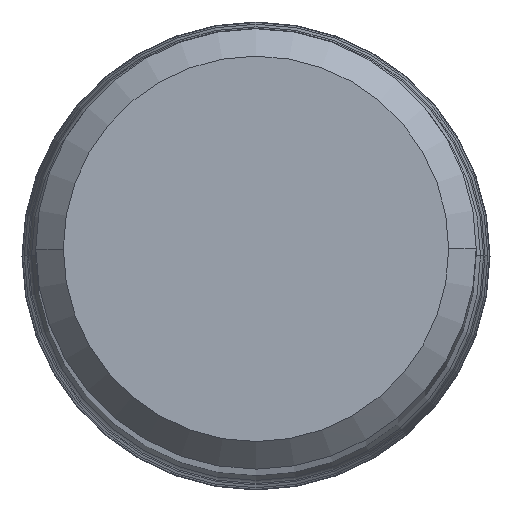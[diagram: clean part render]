
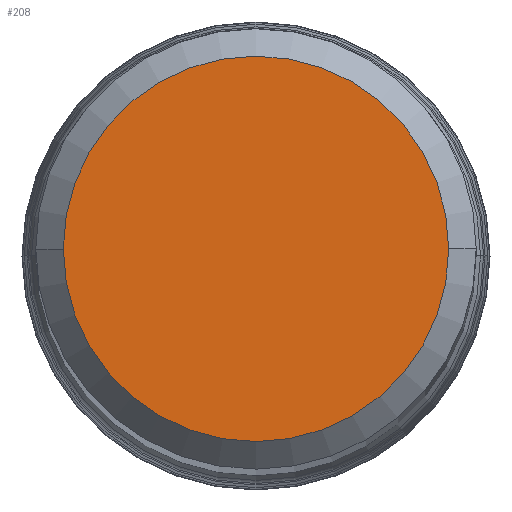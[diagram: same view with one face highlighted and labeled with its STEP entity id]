
A CAD part, top view. The second image highlights one B-rep face of the part: STEP entity #208.
In plain terms, the highlighted planar face has unit normal (0, 0, 1).
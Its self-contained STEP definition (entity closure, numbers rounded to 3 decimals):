
#50=PLANE('',#1835);
#208=ADVANCED_FACE('',(#326),#50,.F.);
#326=FACE_OUTER_BOUND('',#420,.T.);
#420=EDGE_LOOP('',(#781,#782));
#781=ORIENTED_EDGE('',*,*,#1137,.F.);
#782=ORIENTED_EDGE('',*,*,#1135,.F.);
#945=VERTEX_POINT('',#3471);
#946=VERTEX_POINT('',#3473);
#1135=EDGE_CURVE('',#945,#946,#1348,.T.);
#1137=EDGE_CURVE('',#946,#945,#1349,.T.);
#1348=CIRCLE('',#1831,7.);
#1349=CIRCLE('',#1833,7.);
#1831=AXIS2_PLACEMENT_3D('',#3472,#2304,#2305);
#1833=AXIS2_PLACEMENT_3D('',#3476,#2309,#2310);
#1835=AXIS2_PLACEMENT_3D('',#3478,#2313,#2314);
#2304=DIRECTION('',(0.,0.,-1.));
#2305=DIRECTION('',(1.,0.001,0.));
#2309=DIRECTION('',(0.,0.,-1.));
#2310=DIRECTION('',(-1.,-0.001,0.));
#2313=DIRECTION('',(0.,0.,-1.));
#2314=DIRECTION('',(1.,0.001,0.));
#3471=CARTESIAN_POINT('',(7.,0.009,0.));
#3472=CARTESIAN_POINT('',(0.,0.,0.));
#3473=CARTESIAN_POINT('',(-7.,-0.009,0.));
#3476=CARTESIAN_POINT('',(0.,0.,0.));
#3478=CARTESIAN_POINT('',(0.,0.,0.));
